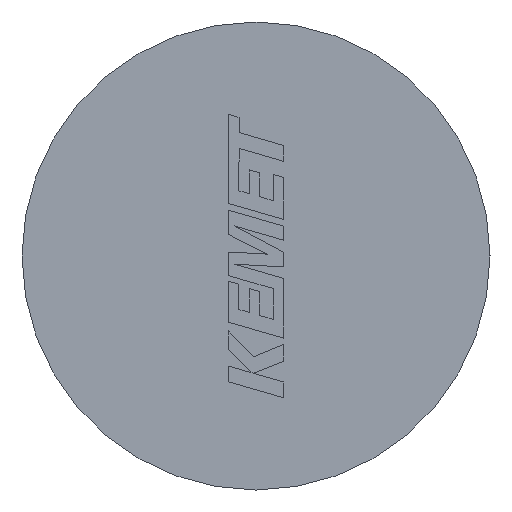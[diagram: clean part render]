
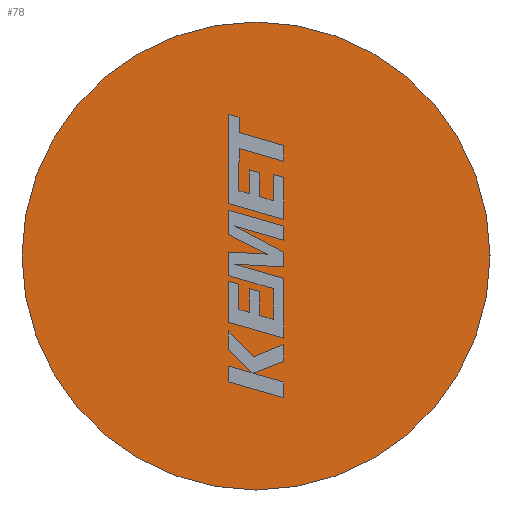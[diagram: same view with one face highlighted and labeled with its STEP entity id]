
A CAD part, left-side view. The second image highlights one B-rep face of the part: STEP entity #78.
In plain terms, the highlighted planar face has unit normal (-1, 0, 0).
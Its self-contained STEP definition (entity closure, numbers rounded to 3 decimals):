
#41 = AXIS2_PLACEMENT_3D ( 'NONE', #3138, #1846, #318 ) ;
#78 = ADVANCED_FACE ( 'NONE', ( #3275 ), #2130, .F. ) ;
#299 = CIRCLE ( 'NONE', #399, 5.25 ) ;
#318 = DIRECTION ( 'NONE',  ( 0., 0., -1. ) ) ;
#399 = AXIS2_PLACEMENT_3D ( 'NONE', #1119, #2908, #3178 ) ;
#596 = DIRECTION ( 'NONE',  ( 1., 0., 0. ) ) ;
#600 = EDGE_CURVE ( 'NONE', #3174, #2147, #299, .T. ) ;
#737 = ORIENTED_EDGE ( 'NONE', *, *, #949, .F. ) ;
#949 = EDGE_CURVE ( 'NONE', #2147, #3174, #2555, .T. ) ;
#1119 = CARTESIAN_POINT ( 'NONE',  ( 0., 0., 0. ) ) ;
#1153 = CARTESIAN_POINT ( 'NONE',  ( 0., 0., 0. ) ) ;
#1188 = CARTESIAN_POINT ( 'NONE',  ( 0., 0., 5.25 ) ) ;
#1365 = DIRECTION ( 'NONE',  ( 0., 0., -1. ) ) ;
#1642 = EDGE_LOOP ( 'NONE', ( #2021, #737 ) ) ;
#1846 = DIRECTION ( 'NONE',  ( 1., 0., 0. ) ) ;
#2021 = ORIENTED_EDGE ( 'NONE', *, *, #600, .F. ) ;
#2130 = PLANE ( 'NONE',  #2530 ) ;
#2147 = VERTEX_POINT ( 'NONE', #2332 ) ;
#2332 = CARTESIAN_POINT ( 'NONE',  ( 0., 0., -5.25 ) ) ;
#2530 = AXIS2_PLACEMENT_3D ( 'NONE', #1153, #596, #1365 ) ;
#2555 = CIRCLE ( 'NONE', #41, 5.25 ) ;
#2908 = DIRECTION ( 'NONE',  ( 1., 0., 0. ) ) ;
#3138 = CARTESIAN_POINT ( 'NONE',  ( 0., 0., 0. ) ) ;
#3174 = VERTEX_POINT ( 'NONE', #1188 ) ;
#3178 = DIRECTION ( 'NONE',  ( 0., 0., -1. ) ) ;
#3275 = FACE_OUTER_BOUND ( 'NONE', #1642, .T. ) ;
